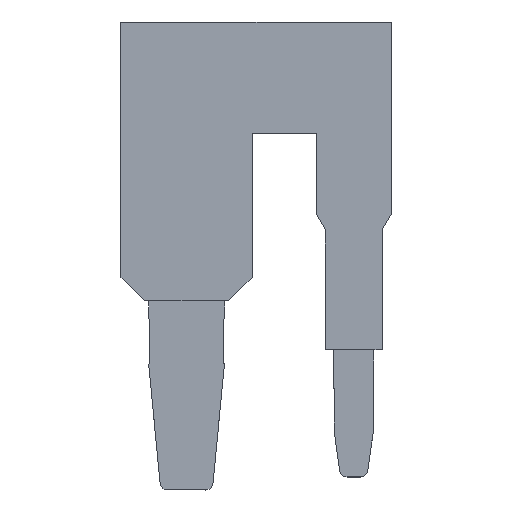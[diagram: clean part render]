
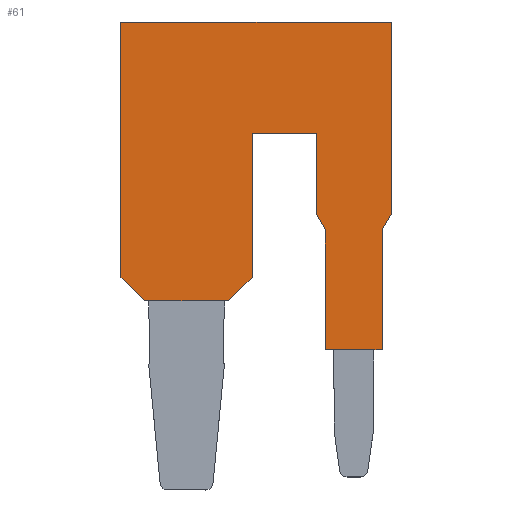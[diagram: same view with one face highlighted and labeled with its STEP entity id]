
A CAD part, top view. The second image highlights one B-rep face of the part: STEP entity #61.
In plain terms, the highlighted planar face has unit normal (0, 0, 1).
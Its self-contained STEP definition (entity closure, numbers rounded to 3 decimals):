
#61=ADVANCED_FACE('',(#137),#138,.T.);
#137=FACE_OUTER_BOUND('',#255,.T.);
#138=PLANE('',#256);
#255=EDGE_LOOP('',(#464,#465,#466,#467,#468,#469,#470,#471,#472,#473,#474,#475,#476,#477));
#256=AXIS2_PLACEMENT_3D('',#478,#479,#480);
#464=ORIENTED_EDGE('',*,*,#861,.F.);
#465=ORIENTED_EDGE('',*,*,#887,.T.);
#466=ORIENTED_EDGE('',*,*,#885,.F.);
#467=ORIENTED_EDGE('',*,*,#888,.T.);
#468=ORIENTED_EDGE('',*,*,#843,.T.);
#469=ORIENTED_EDGE('',*,*,#868,.F.);
#470=ORIENTED_EDGE('',*,*,#876,.F.);
#471=ORIENTED_EDGE('',*,*,#866,.T.);
#472=ORIENTED_EDGE('',*,*,#875,.T.);
#473=ORIENTED_EDGE('',*,*,#839,.F.);
#474=ORIENTED_EDGE('',*,*,#873,.T.);
#475=ORIENTED_EDGE('',*,*,#878,.F.);
#476=ORIENTED_EDGE('',*,*,#879,.F.);
#477=ORIENTED_EDGE('',*,*,#862,.T.);
#478=CARTESIAN_POINT('',(-12.435,12.017,1.5));
#479=DIRECTION('',(0.,0.,1.0));
#480=DIRECTION('',(-1.0,0.,0.));
#839=EDGE_CURVE('',#1001,#1002,#1003,.T.);
#843=EDGE_CURVE('',#1009,#1010,#1011,.T.);
#861=EDGE_CURVE('',#1041,#1039,#1043,.T.);
#862=EDGE_CURVE('',#1044,#1039,#1045,.T.);
#866=EDGE_CURVE('',#1047,#1049,#1051,.T.);
#868=EDGE_CURVE('',#1052,#1010,#1054,.T.);
#873=EDGE_CURVE('',#1001,#1063,#1064,.T.);
#875=EDGE_CURVE('',#1049,#1002,#1066,.T.);
#876=EDGE_CURVE('',#1047,#1052,#1067,.T.);
#878=EDGE_CURVE('',#1068,#1063,#1070,.T.);
#879=EDGE_CURVE('',#1044,#1068,#1071,.T.);
#885=EDGE_CURVE('',#1080,#1082,#1083,.T.);
#887=EDGE_CURVE('',#1041,#1082,#1085,.T.);
#888=EDGE_CURVE('',#1080,#1009,#1086,.T.);
#1001=VERTEX_POINT('',#1271);
#1002=VERTEX_POINT('',#1272);
#1003=LINE('',#1273,#1274);
#1009=VERTEX_POINT('',#1283);
#1010=VERTEX_POINT('',#1284);
#1011=LINE('',#1285,#1286);
#1039=VERTEX_POINT('',#1329);
#1041=VERTEX_POINT('',#1332);
#1043=LINE('',#1335,#1336);
#1044=VERTEX_POINT('',#1337);
#1045=LINE('',#1338,#1339);
#1047=VERTEX_POINT('',#1342);
#1049=VERTEX_POINT('',#1345);
#1051=LINE('',#1348,#1349);
#1052=VERTEX_POINT('',#1350);
#1054=LINE('',#1353,#1354);
#1063=VERTEX_POINT('',#1367);
#1064=LINE('',#1368,#1369);
#1066=LINE('',#1372,#1373);
#1067=LINE('',#1374,#1375);
#1068=VERTEX_POINT('',#1376);
#1070=LINE('',#1379,#1380);
#1071=LINE('',#1381,#1382);
#1080=VERTEX_POINT('',#1395);
#1082=VERTEX_POINT('',#1398);
#1083=LINE('',#1399,#1400);
#1085=LINE('',#1403,#1404);
#1086=LINE('',#1405,#1406);
#1271=CARTESIAN_POINT('',(-15.62,22.,1.5));
#1272=CARTESIAN_POINT('',(2.5,22.,1.5));
#1273=CARTESIAN_POINT('',(2.065,22.,1.5));
#1274=VECTOR('',#1679,1.0);
#1283=CARTESIAN_POINT('',(-1.9,8.05,1.5));
#1284=CARTESIAN_POINT('',(-1.9,0.,1.5));
#1285=CARTESIAN_POINT('',(-1.9,4.82,1.5));
#1286=VECTOR('',#1683,1.0);
#1329=CARTESIAN_POINT('',(-6.82,4.883,1.5));
#1332=CARTESIAN_POINT('',(-6.82,14.5,1.5));
#1335=CARTESIAN_POINT('',(-6.82,4.82,1.5));
#1336=VECTOR('',#1701,1.0);
#1337=CARTESIAN_POINT('',(-8.403,3.3,1.5));
#1338=CARTESIAN_POINT('',(2.065,13.768,1.5));
#1339=VECTOR('',#1702,1.0);
#1342=CARTESIAN_POINT('',(1.9,8.05,1.5));
#1345=CARTESIAN_POINT('',(2.5,9.089,1.5));
#1348=CARTESIAN_POINT('',(0.035,4.82,1.5));
#1349=VECTOR('',#1706,1.0);
#1350=CARTESIAN_POINT('',(1.9,0.,1.5));
#1353=CARTESIAN_POINT('',(2.065,0.,1.5));
#1354=VECTOR('',#1708,1.0);
#1367=CARTESIAN_POINT('',(-15.62,4.883,1.5));
#1368=CARTESIAN_POINT('',(-15.62,4.82,1.5));
#1369=VECTOR('',#1713,1.0);
#1372=CARTESIAN_POINT('',(2.5,4.82,1.5));
#1373=VECTOR('',#1715,1.0);
#1374=CARTESIAN_POINT('',(1.9,4.82,1.5));
#1375=VECTOR('',#1716,1.0);
#1376=CARTESIAN_POINT('',(-14.037,3.3,1.5));
#1379=CARTESIAN_POINT('',(-15.557,4.82,1.5));
#1380=VECTOR('',#1718,1.0);
#1381=CARTESIAN_POINT('',(2.065,3.3,1.5));
#1382=VECTOR('',#1719,1.0);
#1395=CARTESIAN_POINT('',(-2.5,9.089,1.5));
#1398=CARTESIAN_POINT('',(-2.5,14.5,1.5));
#1399=CARTESIAN_POINT('',(-2.5,4.82,1.5));
#1400=VECTOR('',#1725,1.0);
#1403=CARTESIAN_POINT('',(2.065,14.5,1.5));
#1404=VECTOR('',#1727,1.0);
#1405=CARTESIAN_POINT('',(-0.035,4.82,1.5));
#1406=VECTOR('',#1728,1.0);
#1679=DIRECTION('',(1.0,0.,0.));
#1683=DIRECTION('',(0.,-1.0,0.));
#1701=DIRECTION('',(0.,-1.0,0.));
#1702=DIRECTION('',(0.707,0.707,0.));
#1706=DIRECTION('',(0.5,0.866,0.));
#1708=DIRECTION('',(-1.0,0.,0.));
#1713=DIRECTION('',(0.,-1.0,0.));
#1715=DIRECTION('',(0.,1.0,0.));
#1716=DIRECTION('',(0.,-1.0,0.));
#1718=DIRECTION('',(-0.707,0.707,0.));
#1719=DIRECTION('',(-1.0,0.,0.));
#1725=DIRECTION('',(0.,1.0,0.));
#1727=DIRECTION('',(1.0,0.,0.));
#1728=DIRECTION('',(0.5,-0.866,0.));
